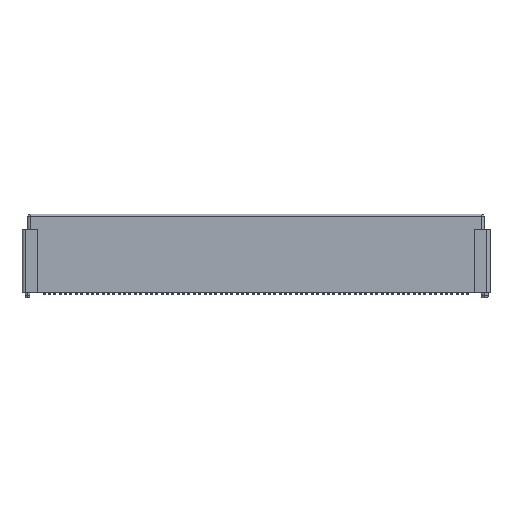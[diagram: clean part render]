
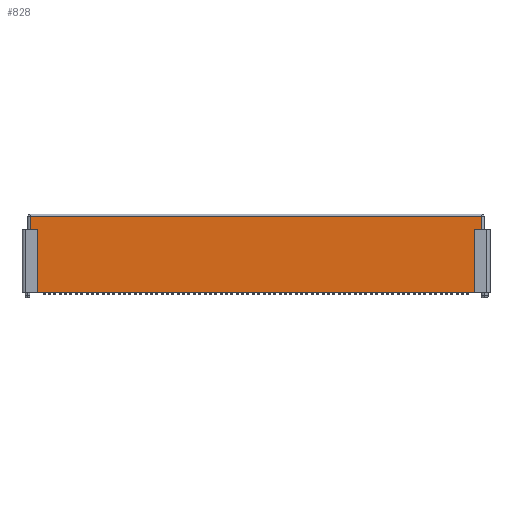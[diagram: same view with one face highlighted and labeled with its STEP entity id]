
A CAD part, top view. The second image highlights one B-rep face of the part: STEP entity #828.
In plain terms, the highlighted planar face has unit normal (0, 0, 1).
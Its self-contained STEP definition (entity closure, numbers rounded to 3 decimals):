
#110 = FACE_OUTER_BOUND ( 'NONE', #1353, .T. ) ;
#113 = AXIS2_PLACEMENT_3D ( 'NONE', #2677, #1254, #392 ) ;
#128 = VERTEX_POINT ( 'NONE', #2374 ) ;
#159 = CARTESIAN_POINT ( 'NONE',  ( 34.075, 11.65, 1.875 ) ) ;
#331 = PLANE ( 'NONE',  #113 ) ;
#375 = DIRECTION ( 'NONE',  ( 0., -1., 0. ) ) ;
#392 = DIRECTION ( 'NONE',  ( 1., 0., 0. ) ) ;
#474 = VERTEX_POINT ( 'NONE', #2363 ) ;
#476 = VECTOR ( 'NONE', #3185, 1000. ) ;
#493 = DIRECTION ( 'NONE',  ( -1., 0., 0. ) ) ;
#502 = DIRECTION ( 'NONE',  ( -1., 0., 0. ) ) ;
#522 = VECTOR ( 'NONE', #560, 1000. ) ;
#537 = ORIENTED_EDGE ( 'NONE', *, *, #3515, .F. ) ;
#560 = DIRECTION ( 'NONE',  ( 1., 0., 0. ) ) ;
#749 = ORIENTED_EDGE ( 'NONE', *, *, #2799, .T. ) ;
#753 = VECTOR ( 'NONE', #493, 1000. ) ;
#754 = EDGE_CURVE ( 'NONE', #1715, #474, #2659, .T. ) ;
#777 = ORIENTED_EDGE ( 'NONE', *, *, #1474, .F. ) ;
#781 = CARTESIAN_POINT ( 'NONE',  ( -32.52, 9.7, 1.875 ) ) ;
#828 = ADVANCED_FACE ( 'NONE', ( #110 ), #331, .T. ) ;
#836 = VECTOR ( 'NONE', #1636, 1000. ) ;
#843 = EDGE_CURVE ( 'NONE', #2914, #2980, #1232, .T. ) ;
#867 = ORIENTED_EDGE ( 'NONE', *, *, #754, .T. ) ;
#938 = CARTESIAN_POINT ( 'NONE',  ( 32.52, 0.3, 1.875 ) ) ;
#1092 = LINE ( 'NONE', #2862, #2283 ) ;
#1145 = VECTOR ( 'NONE', #502, 1000. ) ;
#1189 = CARTESIAN_POINT ( 'NONE',  ( -32.52, 80.253, 1.875 ) ) ;
#1227 = EDGE_CURVE ( 'NONE', #2622, #2892, #3533, .T. ) ;
#1232 = LINE ( 'NONE', #2977, #476 ) ;
#1254 = DIRECTION ( 'NONE',  ( 0., 0., 1. ) ) ;
#1258 = CARTESIAN_POINT ( 'NONE',  ( 32.52, 0.35, 1.875 ) ) ;
#1326 = CARTESIAN_POINT ( 'NONE',  ( 33.675, 80.253, 1.875 ) ) ;
#1353 = EDGE_LOOP ( 'NONE', ( #867, #537, #3152, #3650, #749, #1606, #2582, #777 ) ) ;
#1474 = EDGE_CURVE ( 'NONE', #1715, #2980, #1092, .T. ) ;
#1497 = EDGE_CURVE ( 'NONE', #2622, #128, #2003, .T. ) ;
#1606 = ORIENTED_EDGE ( 'NONE', *, *, #1726, .T. ) ;
#1636 = DIRECTION ( 'NONE',  ( 0., 1., 0. ) ) ;
#1715 = VERTEX_POINT ( 'NONE', #781 ) ;
#1726 = EDGE_CURVE ( 'NONE', #2376, #2914, #2208, .T. ) ;
#2003 = LINE ( 'NONE', #3449, #522 ) ;
#2208 = LINE ( 'NONE', #159, #753 ) ;
#2283 = VECTOR ( 'NONE', #2301, 1000. ) ;
#2301 = DIRECTION ( 'NONE',  ( -1., 0., 0. ) ) ;
#2346 = CARTESIAN_POINT ( 'NONE',  ( -33.675, 9.7, 1.875 ) ) ;
#2363 = CARTESIAN_POINT ( 'NONE',  ( -32.52, 0.35, 1.875 ) ) ;
#2374 = CARTESIAN_POINT ( 'NONE',  ( 33.675, 9.7, 1.875 ) ) ;
#2376 = VERTEX_POINT ( 'NONE', #3279 ) ;
#2566 = CARTESIAN_POINT ( 'NONE',  ( 32.52, 9.7, 1.875 ) ) ;
#2579 = VECTOR ( 'NONE', #3245, 1000. ) ;
#2582 = ORIENTED_EDGE ( 'NONE', *, *, #843, .T. ) ;
#2622 = VERTEX_POINT ( 'NONE', #2566 ) ;
#2659 = LINE ( 'NONE', #1189, #3234 ) ;
#2677 = CARTESIAN_POINT ( 'NONE',  ( 34.075, 80.253, 1.875 ) ) ;
#2799 = EDGE_CURVE ( 'NONE', #128, #2376, #3463, .T. ) ;
#2862 = CARTESIAN_POINT ( 'NONE',  ( 34.075, 9.7, 1.875 ) ) ;
#2892 = VERTEX_POINT ( 'NONE', #1258 ) ;
#2914 = VERTEX_POINT ( 'NONE', #3566 ) ;
#2977 = CARTESIAN_POINT ( 'NONE',  ( -33.675, 80.253, 1.875 ) ) ;
#2980 = VERTEX_POINT ( 'NONE', #2346 ) ;
#3143 = LINE ( 'NONE', #3378, #1145 ) ;
#3152 = ORIENTED_EDGE ( 'NONE', *, *, #1227, .F. ) ;
#3185 = DIRECTION ( 'NONE',  ( 0., -1., 0. ) ) ;
#3234 = VECTOR ( 'NONE', #375, 1000. ) ;
#3245 = DIRECTION ( 'NONE',  ( 0., -1., 0. ) ) ;
#3279 = CARTESIAN_POINT ( 'NONE',  ( 33.675, 11.65, 1.875 ) ) ;
#3378 = CARTESIAN_POINT ( 'NONE',  ( 34.075, 0.35, 1.875 ) ) ;
#3449 = CARTESIAN_POINT ( 'NONE',  ( 0., 9.7, 1.875 ) ) ;
#3463 = LINE ( 'NONE', #1326, #836 ) ;
#3515 = EDGE_CURVE ( 'NONE', #2892, #474, #3143, .T. ) ;
#3533 = LINE ( 'NONE', #938, #2579 ) ;
#3566 = CARTESIAN_POINT ( 'NONE',  ( -33.675, 11.65, 1.875 ) ) ;
#3650 = ORIENTED_EDGE ( 'NONE', *, *, #1497, .T. ) ;
